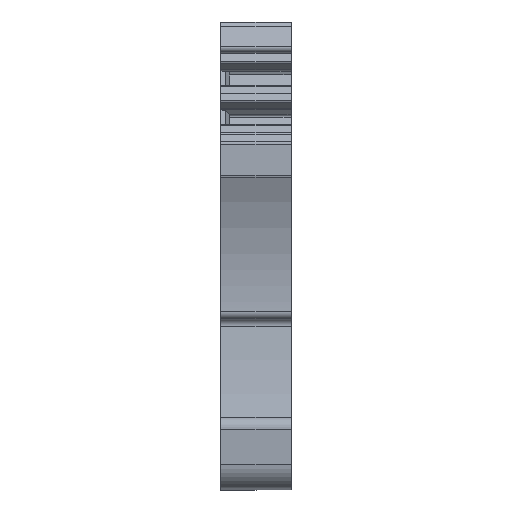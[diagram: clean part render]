
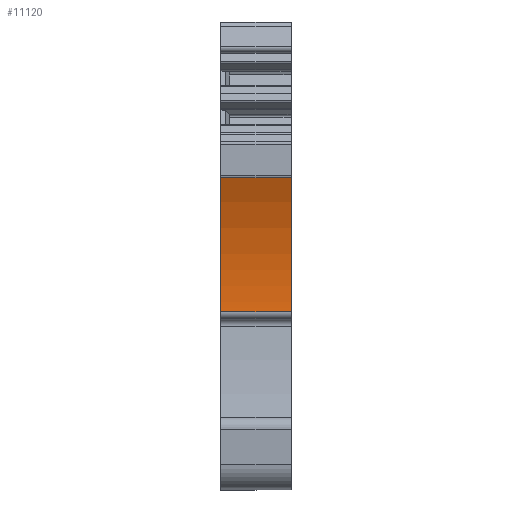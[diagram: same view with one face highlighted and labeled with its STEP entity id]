
A CAD part, front view. The second image highlights one B-rep face of the part: STEP entity #11120.
In plain terms, the highlighted cylindrical face has radius 20 mm (diameter 40 mm), a partial arc.
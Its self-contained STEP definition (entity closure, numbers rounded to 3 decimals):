
#1842=AXIS2_PLACEMENT_3D('Circle Axis2P3D',#1840,#1841,$) ;
#1849=AXIS2_PLACEMENT_3D('Circle Axis2P3D',#1847,#1848,$) ;
#1856=AXIS2_PLACEMENT_3D('Circle Axis2P3D',#1854,#1855,$) ;
#4548=AXIS2_PLACEMENT_3D('Circle Axis2P3D',#4546,#4547,$) ;
#4555=AXIS2_PLACEMENT_3D('Circle Axis2P3D',#4553,#4554,$) ;
#4562=AXIS2_PLACEMENT_3D('Circle Axis2P3D',#4560,#4561,$) ;
#11103=AXIS2_PLACEMENT_3D('Cylinder Axis2P3D',#11100,#11101,#11102) ;
#1837=CARTESIAN_POINT('Vertex',(0.,1.851,12.983)) ;
#1840=CARTESIAN_POINT('Axis2P3D Location',(0.,-18.105,14.303)) ;
#1844=CARTESIAN_POINT('Vertex',(0.,1.886,13.7)) ;
#1847=CARTESIAN_POINT('Axis2P3D Location',(0.,-18.105,14.303)) ;
#1851=CARTESIAN_POINT('Vertex',(0.,1.684,17.2)) ;
#1854=CARTESIAN_POINT('Axis2P3D Location',(0.,-18.105,14.303)) ;
#1858=CARTESIAN_POINT('Vertex',(0.,0.046,22.701)) ;
#4543=CARTESIAN_POINT('Vertex',(5.1,0.046,22.701)) ;
#4546=CARTESIAN_POINT('Axis2P3D Location',(5.1,-18.105,14.303)) ;
#4550=CARTESIAN_POINT('Vertex',(5.1,1.684,17.2)) ;
#4553=CARTESIAN_POINT('Axis2P3D Location',(5.1,-18.105,14.303)) ;
#4557=CARTESIAN_POINT('Vertex',(5.1,1.886,13.7)) ;
#4560=CARTESIAN_POINT('Axis2P3D Location',(5.1,-18.105,14.303)) ;
#4564=CARTESIAN_POINT('Vertex',(5.1,1.851,12.983)) ;
#11088=CARTESIAN_POINT('Line Origine',(2.55,0.046,22.701)) ;
#11100=CARTESIAN_POINT('Axis2P3D Location',(2.55,-18.105,14.303)) ;
#11105=CARTESIAN_POINT('Line Origine',(2.55,1.851,12.983)) ;
#1841=DIRECTION('Axis2P3D Direction',(-1.,0.,0.)) ;
#1848=DIRECTION('Axis2P3D Direction',(-1.,0.,0.)) ;
#1855=DIRECTION('Axis2P3D Direction',(-1.,0.,0.)) ;
#4547=DIRECTION('Axis2P3D Direction',(-1.,0.,0.)) ;
#4554=DIRECTION('Axis2P3D Direction',(-1.,0.,0.)) ;
#4561=DIRECTION('Axis2P3D Direction',(-1.,0.,0.)) ;
#11089=DIRECTION('Vector Direction',(-1.,0.,0.)) ;
#11101=DIRECTION('Axis2P3D Direction',(-1.,0.,0.)) ;
#11102=DIRECTION('Axis2P3D XDirection',(0.,0.908,0.42)) ;
#11106=DIRECTION('Vector Direction',(-1.,0.,0.)) ;
#11090=VECTOR('Line Direction',#11089,1.) ;
#11107=VECTOR('Line Direction',#11106,1.) ;
#11111=ORIENTED_EDGE('',*,*,#1853,.T.) ;
#11112=ORIENTED_EDGE('',*,*,#1846,.F.) ;
#11113=ORIENTED_EDGE('',*,*,#11109,.T.) ;
#11114=ORIENTED_EDGE('',*,*,#4566,.T.) ;
#11115=ORIENTED_EDGE('',*,*,#4559,.F.) ;
#11116=ORIENTED_EDGE('',*,*,#4552,.T.) ;
#11117=ORIENTED_EDGE('',*,*,#11092,.F.) ;
#11118=ORIENTED_EDGE('',*,*,#1860,.F.) ;
#11120=ADVANCED_FACE('KLTR ZT 2.5/3AN.1\\KLTR ZT2.5/3AN/1',(#11119),#11104,.F.) ;
#1843=CIRCLE('generated circle',#1842,20.) ;
#1850=CIRCLE('generated circle',#1849,20.) ;
#1857=CIRCLE('generated circle',#1856,20.) ;
#4549=CIRCLE('generated circle',#4548,20.) ;
#4556=CIRCLE('generated circle',#4555,20.) ;
#4563=CIRCLE('generated circle',#4562,20.) ;
#11104=CYLINDRICAL_SURFACE('generated cylinder',#11103,20.) ;
#1846=EDGE_CURVE('',#1838,#1845,#1843,.F.) ;
#1853=EDGE_CURVE('',#1852,#1845,#1850,.T.) ;
#1860=EDGE_CURVE('',#1852,#1859,#1857,.F.) ;
#4552=EDGE_CURVE('',#4551,#4544,#4549,.F.) ;
#4559=EDGE_CURVE('',#4551,#4558,#4556,.T.) ;
#4566=EDGE_CURVE('',#4565,#4558,#4563,.F.) ;
#11092=EDGE_CURVE('',#1859,#4544,#11091,.F.) ;
#11109=EDGE_CURVE('',#1838,#4565,#11108,.F.) ;
#11110=EDGE_LOOP('',(#11111,#11112,#11113,#11114,#11115,#11116,#11117,#11118)) ;
#11119=FACE_OUTER_BOUND('',#11110,.T.) ;
#11091=LINE('Line',#11088,#11090) ;
#11108=LINE('Line',#11105,#11107) ;
#1838=VERTEX_POINT('',#1837) ;
#1845=VERTEX_POINT('',#1844) ;
#1852=VERTEX_POINT('',#1851) ;
#1859=VERTEX_POINT('',#1858) ;
#4544=VERTEX_POINT('',#4543) ;
#4551=VERTEX_POINT('',#4550) ;
#4558=VERTEX_POINT('',#4557) ;
#4565=VERTEX_POINT('',#4564) ;
